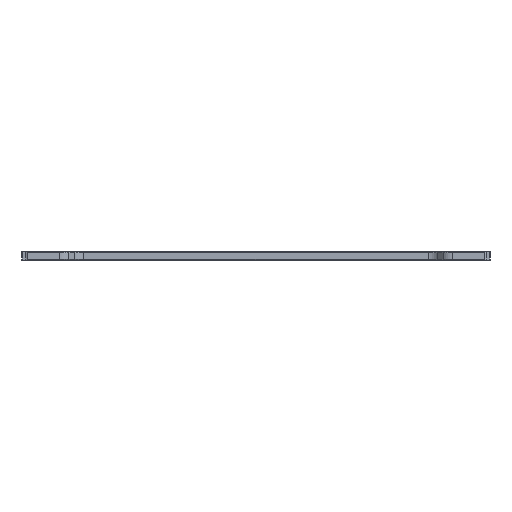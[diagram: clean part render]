
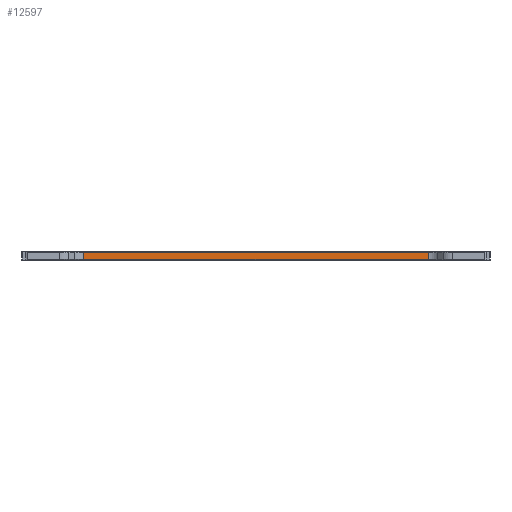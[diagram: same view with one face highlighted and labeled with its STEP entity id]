
A CAD part, front view. The second image highlights one B-rep face of the part: STEP entity #12597.
In plain terms, the highlighted planar face has unit normal (0, -1, 0).
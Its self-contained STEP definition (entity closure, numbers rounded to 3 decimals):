
#232 = EDGE_CURVE ( 'NONE', #8911, #1158, #6176, .T. ) ;
#927 = DIRECTION ( 'NONE',  ( 0., 0., 1. ) ) ;
#1158 = VERTEX_POINT ( 'NONE', #9039 ) ;
#2106 = VECTOR ( 'NONE', #2668, 1000. ) ;
#2191 = DIRECTION ( 'NONE',  ( 0., 0., -1. ) ) ;
#2426 = CARTESIAN_POINT ( 'NONE',  ( -122.984, -183.093, -2.5 ) ) ;
#2587 = VECTOR ( 'NONE', #19680, 1000. ) ;
#2594 = CARTESIAN_POINT ( 'NONE',  ( 122.984, -183.093, -2.5 ) ) ;
#2668 = DIRECTION ( 'NONE',  ( 1., 0., 0. ) ) ;
#3487 = ORIENTED_EDGE ( 'NONE', *, *, #3502, .F. ) ;
#3502 = EDGE_CURVE ( 'NONE', #3814, #1158, #9476, .T. ) ;
#3814 = VERTEX_POINT ( 'NONE', #10685 ) ;
#3954 = CARTESIAN_POINT ( 'NONE',  ( -126.948, -183.093, 3. ) ) ;
#4091 = DIRECTION ( 'NONE',  ( 0., 0., -1. ) ) ;
#5210 = CARTESIAN_POINT ( 'NONE',  ( -122.984, -183.093, 2.5 ) ) ;
#5371 = VECTOR ( 'NONE', #2191, 1000. ) ;
#6176 = LINE ( 'NONE', #2594, #2106 ) ;
#6651 = LINE ( 'NONE', #8946, #2587 ) ;
#6878 = EDGE_CURVE ( 'NONE', #3814, #11330, #6651, .T. ) ;
#8583 = PLANE ( 'NONE',  #10541 ) ;
#8911 = VERTEX_POINT ( 'NONE', #2426 ) ;
#8946 = CARTESIAN_POINT ( 'NONE',  ( -126.948, -183.093, 2.5 ) ) ;
#9039 = CARTESIAN_POINT ( 'NONE',  ( 122.984, -183.093, -2.5 ) ) ;
#9476 = LINE ( 'NONE', #17478, #5371 ) ;
#9649 = VECTOR ( 'NONE', #4091, 1000. ) ;
#10119 = DIRECTION ( 'NONE',  ( 0., 1., 0. ) ) ;
#10541 = AXIS2_PLACEMENT_3D ( 'NONE', #3954, #10119, #927 ) ;
#10685 = CARTESIAN_POINT ( 'NONE',  ( 122.984, -183.093, 2.5 ) ) ;
#11070 = EDGE_LOOP ( 'NONE', ( #3487, #17433, #15253, #11089 ) ) ;
#11089 = ORIENTED_EDGE ( 'NONE', *, *, #232, .T. ) ;
#11330 = VERTEX_POINT ( 'NONE', #5210 ) ;
#12597 = ADVANCED_FACE ( 'NONE', ( #12664 ), #8583, .F. ) ;
#12664 = FACE_OUTER_BOUND ( 'NONE', #11070, .T. ) ;
#14623 = EDGE_CURVE ( 'NONE', #11330, #8911, #17793, .T. ) ;
#14958 = CARTESIAN_POINT ( 'NONE',  ( -122.984, -183.093, -3. ) ) ;
#15253 = ORIENTED_EDGE ( 'NONE', *, *, #14623, .T. ) ;
#17433 = ORIENTED_EDGE ( 'NONE', *, *, #6878, .T. ) ;
#17478 = CARTESIAN_POINT ( 'NONE',  ( 122.984, -183.093, -3. ) ) ;
#17793 = LINE ( 'NONE', #14958, #9649 ) ;
#19680 = DIRECTION ( 'NONE',  ( -1., 0., 0. ) ) ;
